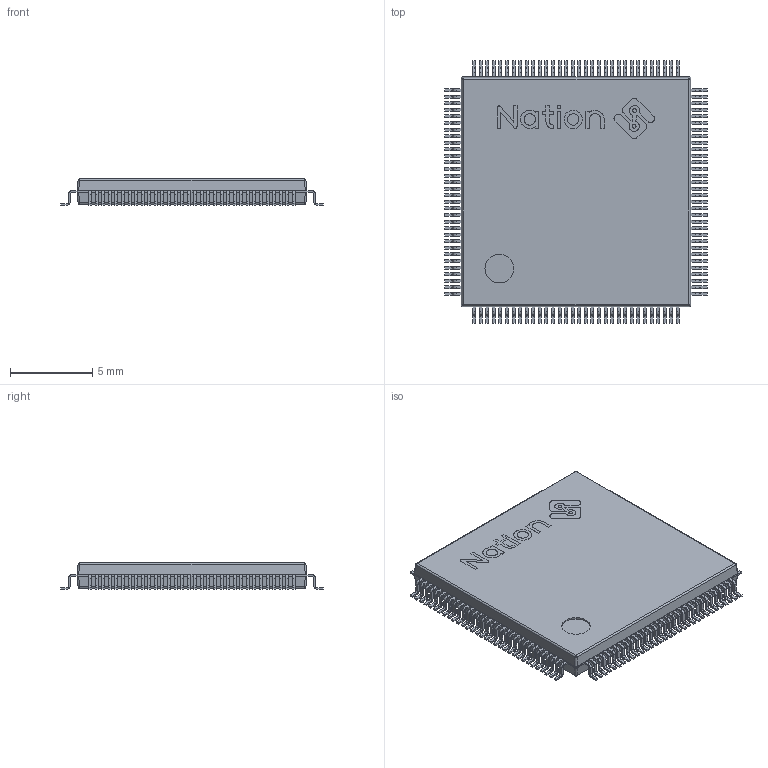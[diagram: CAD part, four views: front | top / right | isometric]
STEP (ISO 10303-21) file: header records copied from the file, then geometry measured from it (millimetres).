
FILE_DESCRIPTION (( 'STEP AP214' ), '1' );
FILE_NAME ('TSQFP128N.STEP', '2021-01-22T03:22:47', ( '' ), ( '' ), 'SwSTEP 2.0', 'SolidWorks 2014', '' );
FILE_SCHEMA (( 'AUTOMOTIVE_DESIGN' ));
Length unit declared in the file: millimetre
Products named in the file (8): Leader; TSQFP128N; Open_CASCADE_STEP_translator_6.8_11.2.1; 711474272; Open_CASCADE_STEP_translator_6.8_11.1; Body; logo2; Leader_2
Assembly tree (133 placements, depth 4):
  TSQFP128N
    711474272
      Open_CASCADE_STEP_translator_6.8_11.1
      Body
        Open_CASCADE_STEP_translator_6.8_11.2.1
      Leader  x64
      Leader_2  x64
    logo2
Bounding box: 16 x 16 x 1.6 mm (x, y, z)
Volume: 304.1 mm3; surface area: 603.6 mm2
Topology: 140 solids, 141 shells, 1993 faces, 5079 edges, 3368 vertices
Faces by surface type: plane 1376, cylinder 542, bspline 75
Entity records: 11688 total; most frequent: CARTESIAN_POINT 3139, ORIENTED_EDGE 1084, DIRECTION 1021, EDGE_CURVE 543, VECTOR 347, LINE 347, VERTEX_POINT 344, AXIS2_PLACEMENT_3D 337
